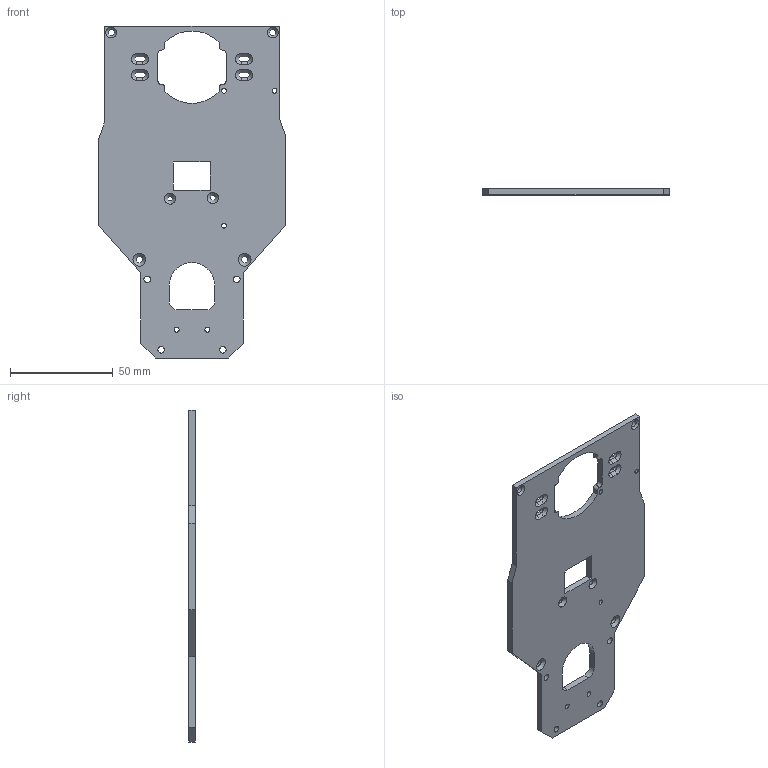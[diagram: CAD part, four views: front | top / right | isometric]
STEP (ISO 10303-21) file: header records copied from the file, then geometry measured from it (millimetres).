
FILE_DESCRIPTION(/* description */ (''),/* implementation_level */ '2;1');
FILE_NAME(/* name */ 'Base.step',/* time_stamp */ '2025-09-20T22:46:41+06:00',/* author */ (''),/* organization */ (''),/* preprocessor_version */ 'ST-DEVELOPER v20.1',/* originating_system */ 'Autodesk Translation Framework v14.17.0.0',/* authorisation */ '');
FILE_SCHEMA (('AUTOMOTIVE_DESIGN { 1 0 10303 214 3 1 1 }'));
Length unit declared in the file: millimetre
Products named in the file (2): Configuration 1; Base
Assembly tree (1 placements, depth 2):
  Configuration 1
    Base
Bounding box: 90.88 x 3 x 161.41 mm (x, y, z)
Volume: 30966.7 mm3; surface area: 23397.8 mm2
Topology: 1 solids, 1 shells, 102 faces, 278 edges, 178 vertices
Faces by surface type: plane 51, cylinder 37, cone 14
Full cylindrical faces by diameter (mm): 2.3 x3, 2.4 x2, 2.5 x2, 3.2 x8
Entity records: 3383 total; most frequent: DIRECTION 576, CARTESIAN_POINT 561, ORIENTED_EDGE 556, EDGE_CURVE 278, AXIS2_PLACEMENT_3D 193, LINE 190, VECTOR 190, VERTEX_POINT 178
